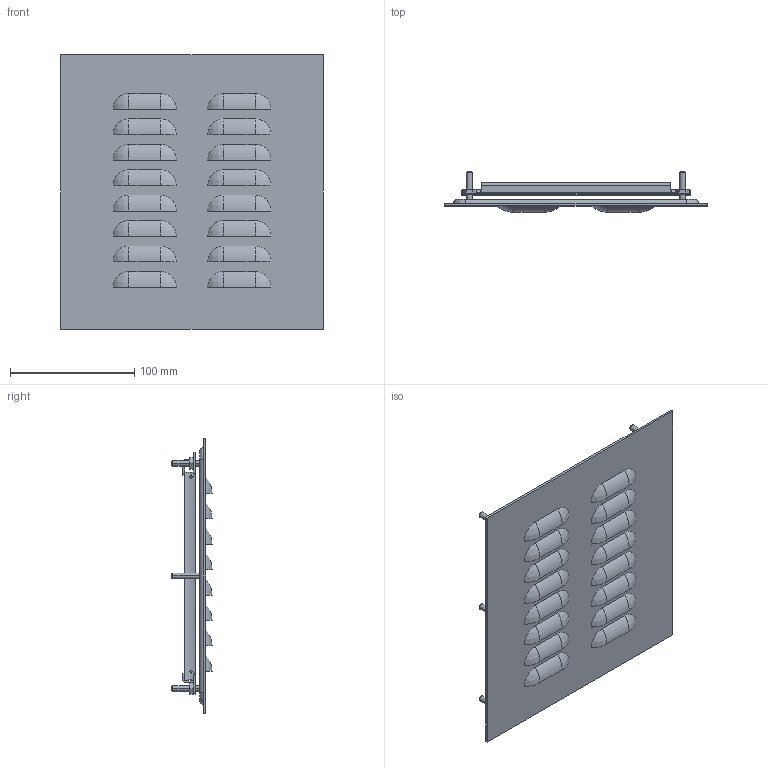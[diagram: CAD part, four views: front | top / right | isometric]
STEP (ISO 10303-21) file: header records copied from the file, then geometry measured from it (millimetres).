
FILE_DESCRIPTION (( 'STEP AP214' ), '1' );
FILE_NAME ('1481L3R88GY.STEP', '2021-10-07T20:05:07', ( '' ), ( '' ), 'SwSTEP 2.0', 'SolidWorks 2021', '' );
FILE_SCHEMA (( 'AUTOMOTIVE_DESIGN' ));
Length unit declared in the file: inch
Products named in the file (1): 1481L3R88GY
Bounding box: 211.02 x 32.31 x 220.68 mm (x, y, z)
Volume: 289501.9 mm3; surface area: 204328.8 mm2
Topology: 17 solids, 18 shells, 400 faces, 990 edges, 632 vertices
Faces by surface type: plane 189, cylinder 123, bspline 68, cone 20
Entity records: 19522 total; most frequent: CARTESIAN_POINT 4591, ORIENTED_EDGE 1980, DIRECTION 1946, EDGE_CURVE 990, AXIS2_PLACEMENT_3D 691, VERTEX_POINT 632, VECTOR 564, LINE 564
